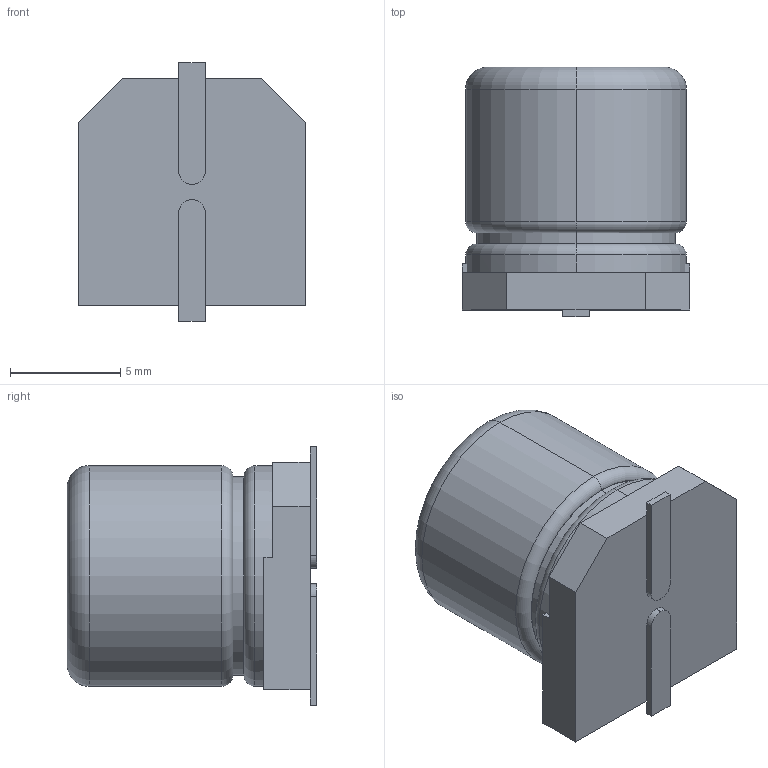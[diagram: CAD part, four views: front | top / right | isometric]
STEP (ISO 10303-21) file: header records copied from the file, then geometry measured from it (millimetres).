
FILE_DESCRIPTION (( 'STEP AP214' ), '1' );
FILE_NAME ('ELD-12.STEP', '2013-06-05T14:59:42', ( '' ), ( '' ), 'SwSTEP 2.0', 'SolidWorks 2011', '' );
FILE_SCHEMA (( 'AUTOMOTIVE_DESIGN' ));
Length unit declared in the file: millimetre
Products named in the file (1): ELD-12
Bounding box: 10.3 x 11.3 x 11.7 mm (x, y, z)
Volume: 895.8 mm3; surface area: 577.3 mm2
Topology: 1 solids, 1 shells, 46 faces, 116 edges, 74 vertices
Faces by surface type: plane 30, cylinder 10, torus 6
Entity records: 1916 total; most frequent: DIRECTION 246, CARTESIAN_POINT 237, ORIENTED_EDGE 232, EDGE_CURVE 116, AXIS2_PLACEMENT_3D 83, LINE 80, VECTOR 80, VERTEX_POINT 74
